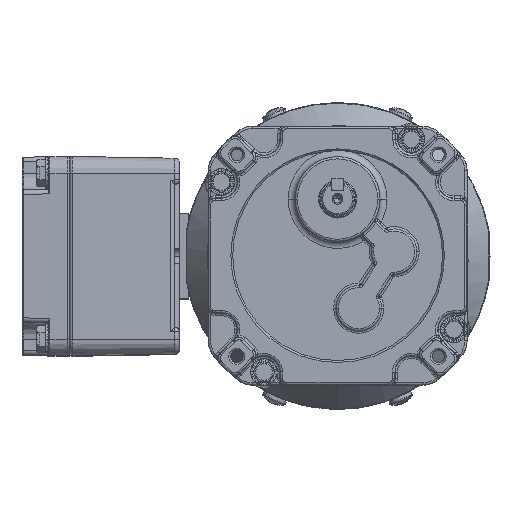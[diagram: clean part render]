
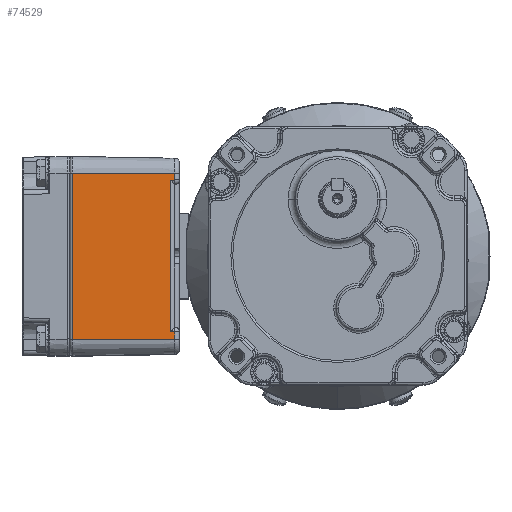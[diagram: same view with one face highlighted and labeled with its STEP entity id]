
A CAD part, top view. The second image highlights one B-rep face of the part: STEP entity #74529.
In plain terms, the highlighted face is planar.
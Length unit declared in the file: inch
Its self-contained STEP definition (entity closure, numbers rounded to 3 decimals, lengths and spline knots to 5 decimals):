
#7668 = FACE_OUTER_BOUND ( 'NONE', #58103, .T. ) ;
#14434 = CARTESIAN_POINT ( 'NONE',  ( 2., 0., -1.0925 ) ) ;
#14438 = PLANE ( 'NONE',  #106432 ) ;
#14441 = DIRECTION ( 'NONE',  ( 1., -0.017, 0. ) ) ;
#14442 = DIRECTION ( 'NONE',  ( 0.017, 1., 0. ) ) ;
#47659 = EDGE_CURVE ( 'NONE', #50124, #50163, #85097, .T. ) ;
#47661 = EDGE_CURVE ( 'NONE', #50163, #50134, #85137, .T. ) ;
#47662 = EDGE_CURVE ( 'NONE', #50179, #50134, #85138, .T. ) ;
#47663 = EDGE_CURVE ( 'NONE', #50179, #50184, #85135, .T. ) ;
#47664 = EDGE_CURVE ( 'NONE', #50184, #50181, #85142, .T. ) ;
#47665 = EDGE_CURVE ( 'NONE', #50181, #50102, #85144, .T. ) ;
#47666 = EDGE_CURVE ( 'NONE', #50102, #50104, #85146, .T. ) ;
#47667 = EDGE_CURVE ( 'NONE', #50104, #50124, #85148, .T. ) ;
#50102 = VERTEX_POINT ( 'NONE', #94559 ) ;
#50104 = VERTEX_POINT ( 'NONE', #94562 ) ;
#50124 = VERTEX_POINT ( 'NONE', #94583 ) ;
#50134 = VERTEX_POINT ( 'NONE', #94590 ) ;
#50163 = VERTEX_POINT ( 'NONE', #94622 ) ;
#50179 = VERTEX_POINT ( 'NONE', #94634 ) ;
#50181 = VERTEX_POINT ( 'NONE', #94635 ) ;
#50184 = VERTEX_POINT ( 'NONE', #94637 ) ;
#58103 = EDGE_LOOP ( 'NONE', ( #58735, #58737, #58739, #58741, #58744, #58746, #58748, #58750 ) ) ;
#58735 = ORIENTED_EDGE ( 'NONE', *, *, #47659, .T. ) ;
#58737 = ORIENTED_EDGE ( 'NONE', *, *, #47661, .T. ) ;
#58739 = ORIENTED_EDGE ( 'NONE', *, *, #47662, .F. ) ;
#58741 = ORIENTED_EDGE ( 'NONE', *, *, #47663, .T. ) ;
#58744 = ORIENTED_EDGE ( 'NONE', *, *, #47664, .T. ) ;
#58746 = ORIENTED_EDGE ( 'NONE', *, *, #47665, .T. ) ;
#58748 = ORIENTED_EDGE ( 'NONE', *, *, #47666, .T. ) ;
#58750 = ORIENTED_EDGE ( 'NONE', *, *, #47667, .T. ) ;
#74529 = ADVANCED_FACE ( 'NONE', ( #7668 ), #14438, .T. ) ;
#85097 = LINE ( 'NONE', #93077, #85136 ) ;
#85135 = LINE ( 'NONE', #93082, #85143 ) ;
#85136 = VECTOR ( 'NONE', #93072, 39.37008 ) ;
#85137 = LINE ( 'NONE', #93081, #85139 ) ;
#85138 = LINE ( 'NONE', #93086, #85141 ) ;
#85139 = VECTOR ( 'NONE', #93076, 39.37008 ) ;
#85141 = VECTOR ( 'NONE', #93087, 39.37008 ) ;
#85142 = LINE ( 'NONE', #93089, #85145 ) ;
#85143 = VECTOR ( 'NONE', #93088, 39.37008 ) ;
#85144 = LINE ( 'NONE', #93091, #85147 ) ;
#85145 = VECTOR ( 'NONE', #93090, 39.37008 ) ;
#85146 = LINE ( 'NONE', #93093, #85149 ) ;
#85147 = VECTOR ( 'NONE', #93092, 39.37008 ) ;
#85148 = LINE ( 'NONE', #93095, #85151 ) ;
#85149 = VECTOR ( 'NONE', #93094, 39.37008 ) ;
#85151 = VECTOR ( 'NONE', #93096, 39.37008 ) ;
#93072 = DIRECTION ( 'NONE',  ( 0.017, 1., 0. ) ) ;
#93076 = DIRECTION ( 'NONE',  ( 0., 0., 1. ) ) ;
#93077 = CARTESIAN_POINT ( 'NONE',  ( 2., 0., -1.0925 ) ) ;
#93081 = CARTESIAN_POINT ( 'NONE',  ( 1.99947, -0.03052, -1.0925 ) ) ;
#93082 = CARTESIAN_POINT ( 'NONE',  ( 1.97589, -1.38105, 0.9375 ) ) ;
#93086 = CARTESIAN_POINT ( 'NONE',  ( 2., 0., 1.0925 ) ) ;
#93087 = DIRECTION ( 'NONE',  ( 0.017, 1., 0. ) ) ;
#93088 = DIRECTION ( 'NONE',  ( 0., 0., -1. ) ) ;
#93089 = CARTESIAN_POINT ( 'NONE',  ( 1.97593, -1.37895, 0.99643 ) ) ;
#93090 = DIRECTION ( 'NONE',  ( 0.017, 1., -0.017 ) ) ;
#93091 = CARTESIAN_POINT ( 'NONE',  ( 1.97694, -1.32105, -1.0925 ) ) ;
#93092 = DIRECTION ( 'NONE',  ( 0., 0., -1. ) ) ;
#93093 = CARTESIAN_POINT ( 'NONE',  ( 1.97488, -1.43895, -1.00247 ) ) ;
#93094 = DIRECTION ( 'NONE',  ( -0.017, -1., -0.017 ) ) ;
#93095 = CARTESIAN_POINT ( 'NONE',  ( 1.97589, -1.38105, -1.0925 ) ) ;
#93096 = DIRECTION ( 'NONE',  ( 0., 0., -1. ) ) ;
#94559 = CARTESIAN_POINT ( 'NONE',  ( 1.97694, -1.32105, -1.00041 ) ) ;
#94562 = CARTESIAN_POINT ( 'NONE',  ( 1.97589, -1.38105, -1.00146 ) ) ;
#94583 = CARTESIAN_POINT ( 'NONE',  ( 1.97589, -1.38105, -1.0925 ) ) ;
#94590 = CARTESIAN_POINT ( 'NONE',  ( 1.99947, -0.03052, 1.0925 ) ) ;
#94622 = CARTESIAN_POINT ( 'NONE',  ( 1.99947, -0.03052, -1.0925 ) ) ;
#94634 = CARTESIAN_POINT ( 'NONE',  ( 1.97589, -1.38105, 1.0925 ) ) ;
#94635 = CARTESIAN_POINT ( 'NONE',  ( 1.97694, -1.32105, 0.99541 ) ) ;
#94637 = CARTESIAN_POINT ( 'NONE',  ( 1.97589, -1.38105, 0.99646 ) ) ;
#106432 = AXIS2_PLACEMENT_3D ( 'NONE', #14434, #14441, #14442 ) ;
